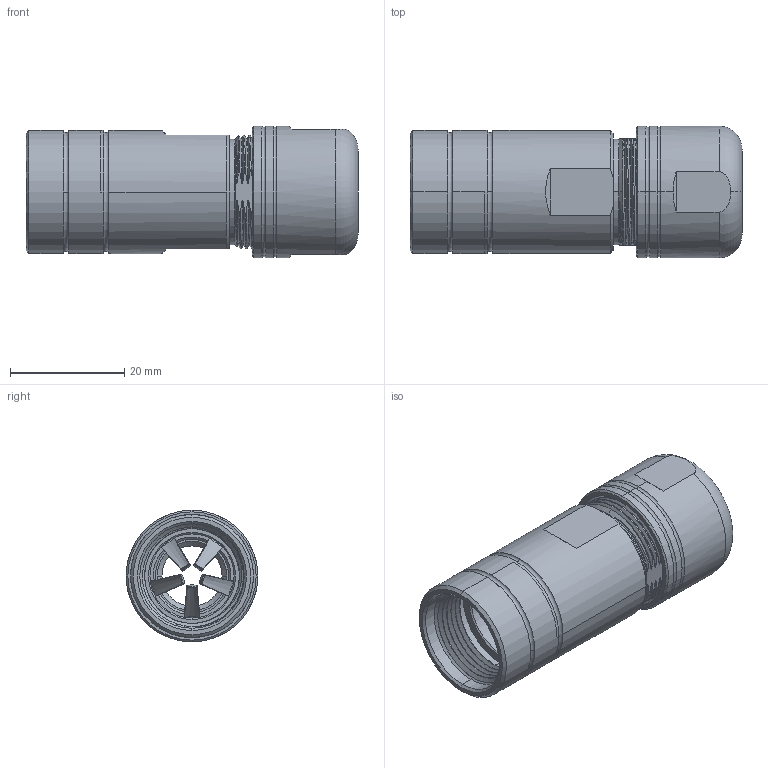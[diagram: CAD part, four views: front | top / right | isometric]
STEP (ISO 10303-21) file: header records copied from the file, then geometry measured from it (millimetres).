
FILE_DESCRIPTION((''),'2;1');
FILE_NAME('M0289-12','2015-09-14T',('ben.guo'),(''),'PRO/ENGINEER BY PARAMETRIC TECHNOLOGY CORPORATION, 2013230','PRO/ENGINEER BY PARAMETRIC TECHNOLOGY CORPORATION, 2013230','');
FILE_SCHEMA(('CONFIG_CONTROL_DESIGN'));
Length unit declared in the file: millimetre
Products named in the file (1): M0289-12
Bounding box: 58 x 23 x 23 mm (x, y, z)
Volume: 10138 mm3; surface area: 12536.2 mm2
Topology: 1 solids, 1 shells, 772 faces, 2327 edges, 1486 vertices
Faces by surface type: plane 365, bspline 163, cylinder 127, cone 73, torus 42, extrusion 2
Entity records: 45138 total; most frequent: CARTESIAN_POINT 25740, ORIENTED_EDGE 4654, DIRECTION 3290, EDGE_CURVE 2327, VERTEX_POINT 1486, AXIS2_PLACEMENT_3D 1196, VECTOR 898, LINE 896
